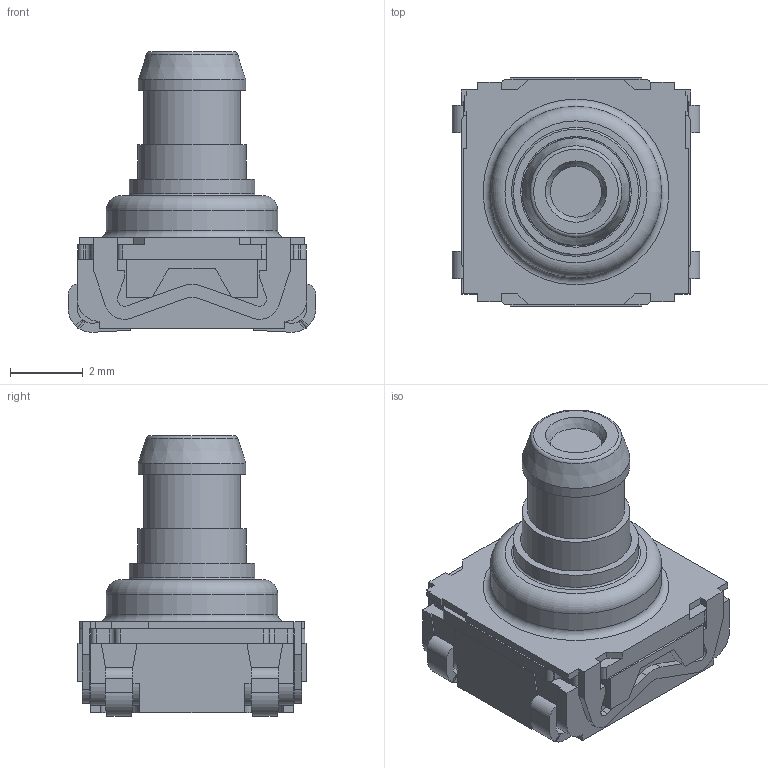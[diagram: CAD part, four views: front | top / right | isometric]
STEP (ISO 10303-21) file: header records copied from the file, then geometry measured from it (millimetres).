
FILE_DESCRIPTION(/* description */ (''),/* implementation_level */ '2;1');
FILE_NAME(/* name */ 'C&K - KSC9.step',/* time_stamp */ '2020-02-19T22:08:33+02:00',/* author */ (''),/* organization */ (''),/* preprocessor_version */ 'ST-DEVELOPER v18',/* originating_system */ 'Autodesk Translation Framework v8.12.0.6',/* authorisation */ '');
FILE_SCHEMA (('AUTOMOTIVE_DESIGN { 1 0 10303 214 3 1 1 }'));
Length unit declared in the file: millimetre
Products named in the file (1): C&K - KSC9
Bounding box: 6.8 x 6.3 x 7.7 mm (x, y, z)
Volume: 134.1 mm3; surface area: 266.6 mm2
Topology: 1 solids, 1 shells, 304 faces, 896 edges, 581 vertices
Faces by surface type: plane 224, cylinder 71, cone 5, torus 4
Full cylindrical faces by diameter (mm): 1.5 x1, 2.65 x1, 2.95 x1, 2.968 x1, 3.04 x1, 3.44 x1, 4.7 x1
Entity records: 10569 total; most frequent: CARTESIAN_POINT 1970, ORIENTED_EDGE 1792, DIRECTION 1657, EDGE_CURVE 896, LINE 681, VECTOR 681, VERTEX_POINT 581, AXIS2_PLACEMENT_3D 488
